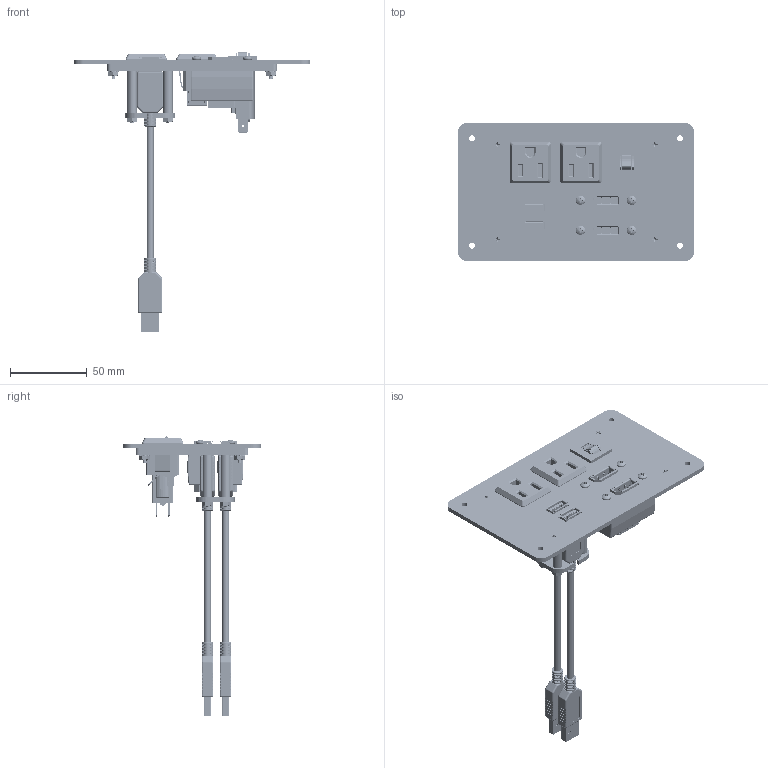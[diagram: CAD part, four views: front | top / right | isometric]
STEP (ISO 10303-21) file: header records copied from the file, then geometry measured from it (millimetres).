
FILE_DESCRIPTION (( 'STEP AP203' ), '1' );
FILE_NAME ('P-P28P29P39#2-S1RR5_3D.STEP', '2020-10-06T19:29:14', ( '' ), ( '' ), 'SwSTEP 2.0', 'SolidWorks 2019', '' );
FILE_SCHEMA (( 'CONFIG_CONTROL_DESIGN' ));
Length unit declared in the file: millimetre
Products named in the file (20): Z-020-3047; Z-000-440112FH_90273A119; P39; Z-CB-SM; Z-002-4401_4HN_90675A005; P-P28P29P39#2-S1RR5_TP120_1; R; CBX; P-P28P29P39#2-S1RR5_FP120_1; P29; Z-300-DISPLAYPORT-FF; 4-40 half inch flathead _90273A110; P-P28P29P39#2-S1RR5_BP180_1; P28; P-P28P29P39#2-S1RR5_3D; Z-200-OTLT-R0SQ; Z-001-SPR_1-1_4; M3PH_10M3
Assembly tree (41 placements, depth 3):
  P-P28P29P39#2-S1RR5_3D
    P-P28P29P39#2-S1RR5_BP180_1
    P28
      Z-020-3047
    P29
      Z-020-3047
    P-P28P29P39#2-S1RR5_TP120_1
    Z-000-440112FH_90273A119  x4
    Z-001-SPR_1-1_4  x4
    Z-002-4401_4HN_90675A005  x8
    P-P28P29P39#2-S1RR5_FP120_1
    P39
      Z-300-DISPLAYPORT-FF
    P39
      Z-300-DISPLAYPORT-FF
    M3PH_10M3  x4
    CBX
      Z-CB-SM
    R
      Z-200-OTLT-R0SQ
    R
      Z-200-OTLT-R0SQ
    4-40 half inch flathead _90273A110  x4
Bounding box: 154.43 x 89.92 x 182.02 mm (x, y, z)
Volume: 144810.7 mm3; surface area: 117935.7 mm2
Topology: 72 solids, 72 shells, 9983 faces, 28244 edges, 18476 vertices
Faces by surface type: plane 5155, cylinder 3878, bspline 544, cone 382, torus 16, sphere 8
Entity records: 161166 total; most frequent: CARTESIAN_POINT 47890, ORIENTED_EDGE 24602, DIRECTION 21353, EDGE_CURVE 12301, LINE 8383, VECTOR 8383, VERTEX_POINT 8071, AXIS2_PLACEMENT_3D 6485
